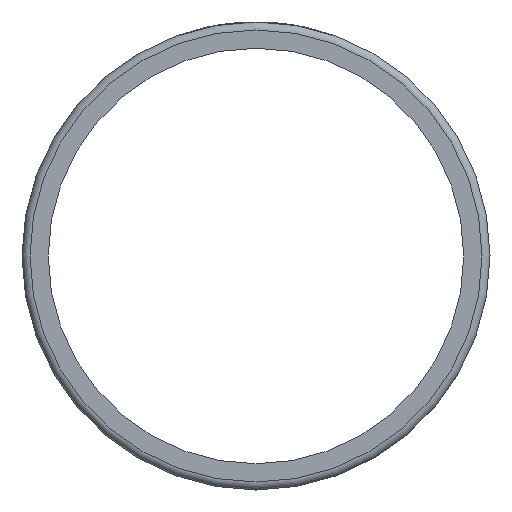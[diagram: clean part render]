
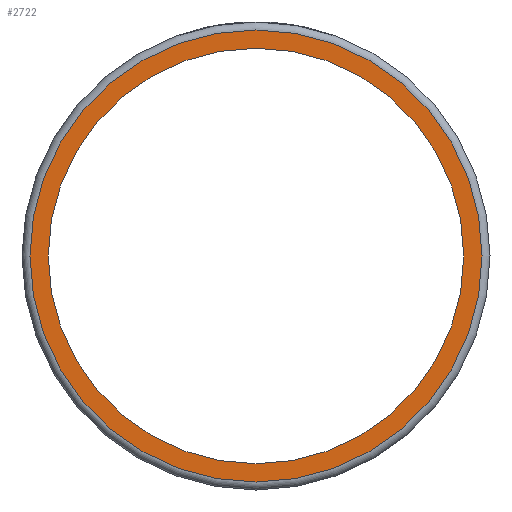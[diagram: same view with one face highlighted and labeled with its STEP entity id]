
A CAD part, left-side view. The second image highlights one B-rep face of the part: STEP entity #2722.
In plain terms, the highlighted planar face has unit normal (-1, 0, 0).
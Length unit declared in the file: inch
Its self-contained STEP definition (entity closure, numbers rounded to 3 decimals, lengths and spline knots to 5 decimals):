
#1404=CARTESIAN_POINT('',(0.0,1.7,0.0));
#1405=VERTEX_POINT('',#1404);
#1406=CARTESIAN_POINT('',(0.0,0.0,0.0));
#1407=DIRECTION('',(1.0,0.0,0.0));
#1408=DIRECTION('',(0.0,-1.0,0.0));
#1409=AXIS2_PLACEMENT_3D('',#1406,#1407,#1408);
#1410=CIRCLE('',#1409,1.7);
#1411=EDGE_CURVE('',#1405,#1405,#1410,.T.);
#2703=CARTESIAN_POINT('',(0.0,1.66125,0.0));
#2704=DIRECTION('',(-1.0,0.0,0.0));
#2705=DIRECTION('',(0.0,0.0,1.0));
#2706=AXIS2_PLACEMENT_3D('',#2703,#2704,#2705);
#2707=PLANE('',#2706);
#2708=ORIENTED_EDGE('',*,*,#1411,.F.);
#2709=EDGE_LOOP('',(#2708));
#2710=FACE_OUTER_BOUND('',#2709,.T.);
#2711=CARTESIAN_POINT('',(0.0,1.5625,0.0));
#2712=VERTEX_POINT('',#2711);
#2713=CARTESIAN_POINT('',(0.0,0.0,0.0));
#2714=DIRECTION('',(1.0,0.0,0.0));
#2715=DIRECTION('',(0.0,1.0,0.0));
#2716=AXIS2_PLACEMENT_3D('',#2713,#2714,#2715);
#2717=CIRCLE('',#2716,1.5625);
#2718=EDGE_CURVE('',#2712,#2712,#2717,.T.);
#2719=ORIENTED_EDGE('',*,*,#2718,.T.);
#2720=EDGE_LOOP('',(#2719));
#2721=FACE_BOUND('',#2720,.T.);
#2722=ADVANCED_FACE('',(#2710,#2721),#2707,.T.);
